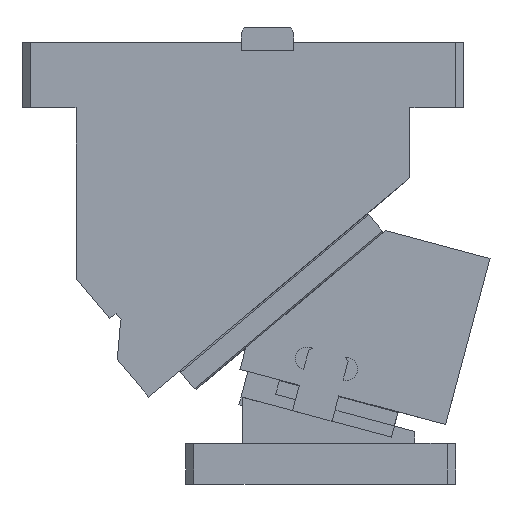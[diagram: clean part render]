
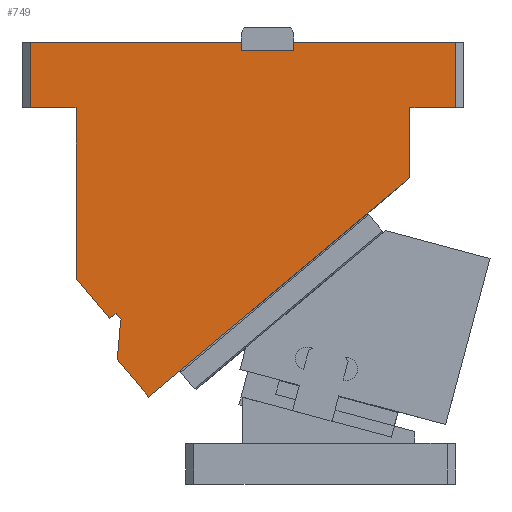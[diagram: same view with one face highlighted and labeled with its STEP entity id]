
A CAD part, front view. The second image highlights one B-rep face of the part: STEP entity #749.
In plain terms, the highlighted planar face has unit normal (0, -1, 0).
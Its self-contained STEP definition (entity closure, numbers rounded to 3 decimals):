
#120=CARTESIAN_POINT('Vertex',(-67.,0.,230.)) ;
#123=CARTESIAN_POINT('Line Origine',(-81.,0.,230.)) ;
#127=CARTESIAN_POINT('Vertex',(-95.,0.,230.)) ;
#329=CARTESIAN_POINT('Vertex',(34.,0.,270.)) ;
#332=CARTESIAN_POINT('Line Origine',(34.,0.,267.5)) ;
#336=CARTESIAN_POINT('Vertex',(34.,0.,265.)) ;
#604=CARTESIAN_POINT('Line Origine',(-95.,0.,250.)) ;
#608=CARTESIAN_POINT('Vertex',(-95.,0.,270.)) ;
#623=CARTESIAN_POINT('Axis2P3D Location',(-39.329,0.,100.56)) ;
#628=CARTESIAN_POINT('Line Origine',(151.,0.,230.)) ;
#632=CARTESIAN_POINT('Vertex',(137.,0.,230.)) ;
#634=CARTESIAN_POINT('Vertex',(165.,0.,230.)) ;
#637=CARTESIAN_POINT('Line Origine',(165.,0.,250.)) ;
#641=CARTESIAN_POINT('Vertex',(165.,0.,270.)) ;
#644=CARTESIAN_POINT('Line Origine',(115.5,0.,270.)) ;
#648=CARTESIAN_POINT('Vertex',(66.,0.,270.)) ;
#651=CARTESIAN_POINT('Line Origine',(66.,0.,267.5)) ;
#655=CARTESIAN_POINT('Vertex',(66.,0.,265.)) ;
#658=CARTESIAN_POINT('Line Origine',(50.,0.,265.)) ;
#663=CARTESIAN_POINT('Line Origine',(-30.5,0.,270.)) ;
#668=CARTESIAN_POINT('Line Origine',(-67.,0.,177.879)) ;
#672=CARTESIAN_POINT('Vertex',(-67.,0.,125.759)) ;
#675=CARTESIAN_POINT('Line Origine',(-56.687,0.,113.468)) ;
#679=CARTESIAN_POINT('Vertex',(-46.373,0.,101.177)) ;
#682=CARTESIAN_POINT('Line Origine',(-44.458,0.,102.784)) ;
#686=CARTESIAN_POINT('Vertex',(-42.543,0.,104.391)) ;
#689=CARTESIAN_POINT('Line Origine',(-40.936,0.,102.476)) ;
#693=CARTESIAN_POINT('Vertex',(-39.329,0.,100.56)) ;
#696=CARTESIAN_POINT('Line Origine',(-39.52,0.,100.4)) ;
#700=CARTESIAN_POINT('Vertex',(-39.712,0.,100.239)) ;
#703=CARTESIAN_POINT('Line Origine',(-40.76,0.,88.264)) ;
#707=CARTESIAN_POINT('Vertex',(-41.807,0.,76.289)) ;
#710=CARTESIAN_POINT('Line Origine',(-32.166,0.,64.798)) ;
#714=CARTESIAN_POINT('Vertex',(-22.524,0.,53.308)) ;
#717=CARTESIAN_POINT('Line Origine',(57.238,0.,120.236)) ;
#721=CARTESIAN_POINT('Vertex',(137.,0.,187.164)) ;
#724=CARTESIAN_POINT('Line Origine',(137.,0.,208.582)) ;
#124=DIRECTION('Vector Direction',(-1.,0.,0.)) ;
#333=DIRECTION('Vector Direction',(0.,0.,-1.)) ;
#605=DIRECTION('Vector Direction',(0.,0.,-1.)) ;
#624=DIRECTION('Axis2P3D Direction',(0.,-1.,0.)) ;
#625=DIRECTION('Axis2P3D XDirection',(0.643,0.,-0.766)) ;
#629=DIRECTION('Vector Direction',(1.,0.,0.)) ;
#638=DIRECTION('Vector Direction',(0.,0.,1.)) ;
#645=DIRECTION('Vector Direction',(1.,0.,0.)) ;
#652=DIRECTION('Vector Direction',(0.,0.,-1.)) ;
#659=DIRECTION('Vector Direction',(-1.,0.,0.)) ;
#664=DIRECTION('Vector Direction',(1.,0.,0.)) ;
#669=DIRECTION('Vector Direction',(0.,0.,-1.)) ;
#676=DIRECTION('Vector Direction',(0.643,0.,-0.766)) ;
#683=DIRECTION('Vector Direction',(-0.766,0.,-0.643)) ;
#690=DIRECTION('Vector Direction',(0.643,0.,-0.766)) ;
#697=DIRECTION('Vector Direction',(-0.766,0.,-0.643)) ;
#704=DIRECTION('Vector Direction',(-0.087,0.,-0.996)) ;
#711=DIRECTION('Vector Direction',(0.643,0.,-0.766)) ;
#718=DIRECTION('Vector Direction',(0.766,0.,0.643)) ;
#725=DIRECTION('Vector Direction',(0.,0.,1.)) ;
#626=AXIS2_PLACEMENT_3D('Plane Axis2P3D',#623,#624,#625) ;
#730=ORIENTED_EDGE('',*,*,#636,.T.) ;
#731=ORIENTED_EDGE('',*,*,#643,.T.) ;
#732=ORIENTED_EDGE('',*,*,#650,.F.) ;
#733=ORIENTED_EDGE('',*,*,#657,.T.) ;
#734=ORIENTED_EDGE('',*,*,#662,.T.) ;
#735=ORIENTED_EDGE('',*,*,#338,.F.) ;
#736=ORIENTED_EDGE('',*,*,#667,.F.) ;
#737=ORIENTED_EDGE('',*,*,#610,.T.) ;
#738=ORIENTED_EDGE('',*,*,#129,.F.) ;
#739=ORIENTED_EDGE('',*,*,#674,.T.) ;
#740=ORIENTED_EDGE('',*,*,#681,.T.) ;
#741=ORIENTED_EDGE('',*,*,#688,.F.) ;
#742=ORIENTED_EDGE('',*,*,#695,.T.) ;
#743=ORIENTED_EDGE('',*,*,#702,.T.) ;
#744=ORIENTED_EDGE('',*,*,#709,.F.) ;
#745=ORIENTED_EDGE('',*,*,#716,.T.) ;
#746=ORIENTED_EDGE('',*,*,#723,.T.) ;
#747=ORIENTED_EDGE('',*,*,#728,.T.) ;
#125=VECTOR('Line Direction',#124,1.) ;
#334=VECTOR('Line Direction',#333,1.) ;
#606=VECTOR('Line Direction',#605,1.) ;
#630=VECTOR('Line Direction',#629,1.) ;
#639=VECTOR('Line Direction',#638,1.) ;
#646=VECTOR('Line Direction',#645,1.) ;
#653=VECTOR('Line Direction',#652,1.) ;
#660=VECTOR('Line Direction',#659,1.) ;
#665=VECTOR('Line Direction',#664,1.) ;
#670=VECTOR('Line Direction',#669,1.) ;
#677=VECTOR('Line Direction',#676,1.) ;
#684=VECTOR('Line Direction',#683,1.) ;
#691=VECTOR('Line Direction',#690,1.) ;
#698=VECTOR('Line Direction',#697,1.) ;
#705=VECTOR('Line Direction',#704,1.) ;
#712=VECTOR('Line Direction',#711,1.) ;
#719=VECTOR('Line Direction',#718,1.) ;
#726=VECTOR('Line Direction',#725,1.) ;
#749=ADVANCED_FACE('CAM HOLDER',(#748),#627,.T.) ;
#129=EDGE_CURVE('',#121,#128,#126,.T.) ;
#338=EDGE_CURVE('',#330,#337,#335,.T.) ;
#610=EDGE_CURVE('',#609,#128,#607,.T.) ;
#636=EDGE_CURVE('',#633,#635,#631,.T.) ;
#643=EDGE_CURVE('',#635,#642,#640,.T.) ;
#650=EDGE_CURVE('',#649,#642,#647,.T.) ;
#657=EDGE_CURVE('',#649,#656,#654,.T.) ;
#662=EDGE_CURVE('',#656,#337,#661,.T.) ;
#667=EDGE_CURVE('',#609,#330,#666,.T.) ;
#674=EDGE_CURVE('',#121,#673,#671,.T.) ;
#681=EDGE_CURVE('',#673,#680,#678,.T.) ;
#688=EDGE_CURVE('',#687,#680,#685,.T.) ;
#695=EDGE_CURVE('',#687,#694,#692,.T.) ;
#702=EDGE_CURVE('',#694,#701,#699,.T.) ;
#709=EDGE_CURVE('',#708,#701,#706,.F.) ;
#716=EDGE_CURVE('',#708,#715,#713,.T.) ;
#723=EDGE_CURVE('',#715,#722,#720,.T.) ;
#728=EDGE_CURVE('',#722,#633,#727,.T.) ;
#729=EDGE_LOOP('',(#730,#731,#732,#733,#734,#735,#736,#737,#738,#739,#740,#741,#742,#743,#744,#745,#746,#747)) ;
#748=FACE_OUTER_BOUND('',#729,.T.) ;
#126=LINE('Line',#123,#125) ;
#335=LINE('Line',#332,#334) ;
#607=LINE('Line',#604,#606) ;
#631=LINE('Line',#628,#630) ;
#640=LINE('Line',#637,#639) ;
#647=LINE('Line',#644,#646) ;
#654=LINE('Line',#651,#653) ;
#661=LINE('Line',#658,#660) ;
#666=LINE('Line',#663,#665) ;
#671=LINE('Line',#668,#670) ;
#678=LINE('Line',#675,#677) ;
#685=LINE('Line',#682,#684) ;
#692=LINE('Line',#689,#691) ;
#699=LINE('Line',#696,#698) ;
#706=LINE('Line',#703,#705) ;
#713=LINE('Line',#710,#712) ;
#720=LINE('Line',#717,#719) ;
#727=LINE('Line',#724,#726) ;
#627=PLANE('Plane',#626) ;
#121=VERTEX_POINT('',#120) ;
#128=VERTEX_POINT('',#127) ;
#330=VERTEX_POINT('',#329) ;
#337=VERTEX_POINT('',#336) ;
#609=VERTEX_POINT('',#608) ;
#633=VERTEX_POINT('',#632) ;
#635=VERTEX_POINT('',#634) ;
#642=VERTEX_POINT('',#641) ;
#649=VERTEX_POINT('',#648) ;
#656=VERTEX_POINT('',#655) ;
#673=VERTEX_POINT('',#672) ;
#680=VERTEX_POINT('',#679) ;
#687=VERTEX_POINT('',#686) ;
#694=VERTEX_POINT('',#693) ;
#701=VERTEX_POINT('',#700) ;
#708=VERTEX_POINT('',#707) ;
#715=VERTEX_POINT('',#714) ;
#722=VERTEX_POINT('',#721) ;
